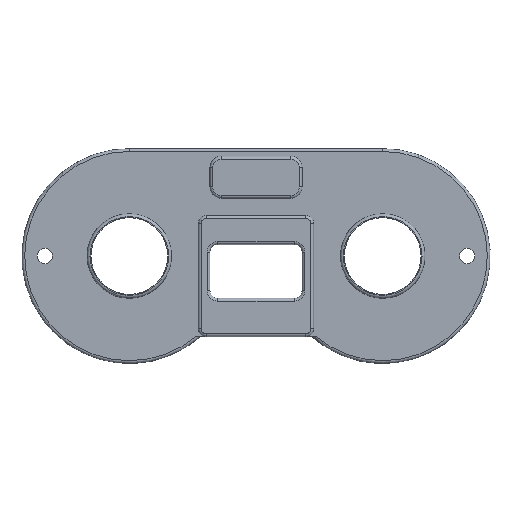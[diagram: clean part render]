
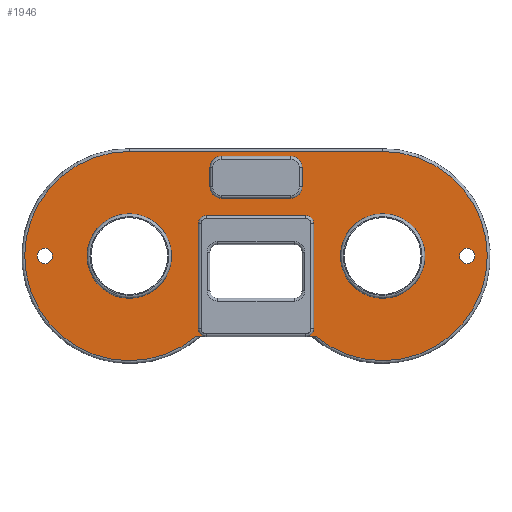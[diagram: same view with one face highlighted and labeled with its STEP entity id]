
A CAD part, top view. The second image highlights one B-rep face of the part: STEP entity #1946.
In plain terms, the highlighted planar face has unit normal (0, 0, 1).
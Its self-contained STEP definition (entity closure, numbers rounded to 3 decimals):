
#27=FACE_BOUND('',#625,.T.);
#28=FACE_BOUND('',#626,.T.);
#29=FACE_BOUND('',#627,.T.);
#30=FACE_BOUND('',#628,.T.);
#31=FACE_BOUND('',#629,.T.);
#32=FACE_BOUND('',#630,.T.);
#59=PLANE('',#2109);
#101=LINE('',#2969,#266);
#110=LINE('',#3007,#275);
#114=LINE('',#3019,#279);
#118=LINE('',#3031,#283);
#122=LINE('',#3043,#287);
#128=LINE('',#3067,#293);
#131=LINE('',#3073,#296);
#134=LINE('',#3079,#299);
#137=LINE('',#3083,#302);
#141=LINE('',#3098,#306);
#266=VECTOR('',#2315,10.);
#275=VECTOR('',#2342,10.);
#279=VECTOR('',#2354,10.);
#283=VECTOR('',#2366,10.);
#287=VECTOR('',#2378,10.);
#293=VECTOR('',#2404,10.);
#296=VECTOR('',#2409,10.);
#299=VECTOR('',#2414,10.);
#302=VECTOR('',#2419,10.);
#306=VECTOR('',#2437,10.);
#505=FACE_OUTER_BOUND('',#624,.T.);
#624=EDGE_LOOP('',(#1427,#1428,#1429,#1430));
#625=EDGE_LOOP('',(#1431));
#626=EDGE_LOOP('',(#1432));
#627=EDGE_LOOP('',(#1433,#1434,#1435,#1436));
#628=EDGE_LOOP('',(#1437));
#629=EDGE_LOOP('',(#1438));
#630=EDGE_LOOP('',(#1439,#1440,#1441,#1442,#1443,#1444,#1445,#1446));
#745=CIRCLE('',#2064,27.25);
#748=CIRCLE('',#2069,27.25);
#753=CIRCLE('',#2079,2.);
#755=CIRCLE('',#2083,2.);
#757=CIRCLE('',#2087,2.);
#759=CIRCLE('',#2091,2.);
#760=CIRCLE('',#2093,10.);
#762=CIRCLE('',#2096,2.);
#764=CIRCLE('',#2103,10.);
#766=CIRCLE('',#2106,2.);
#865=VERTEX_POINT('',#2949);
#866=VERTEX_POINT('',#2951);
#869=VERTEX_POINT('',#2967);
#871=VERTEX_POINT('',#2973);
#878=VERTEX_POINT('',#3004);
#879=VERTEX_POINT('',#3006);
#881=VERTEX_POINT('',#3012);
#883=VERTEX_POINT('',#3018);
#885=VERTEX_POINT('',#3024);
#887=VERTEX_POINT('',#3030);
#889=VERTEX_POINT('',#3036);
#891=VERTEX_POINT('',#3042);
#892=VERTEX_POINT('',#3049);
#894=VERTEX_POINT('',#3055);
#898=VERTEX_POINT('',#3064);
#899=VERTEX_POINT('',#3066);
#901=VERTEX_POINT('',#3072);
#903=VERTEX_POINT('',#3078);
#904=VERTEX_POINT('',#3085);
#906=VERTEX_POINT('',#3091);
#1047=EDGE_CURVE('',#865,#866,#745,.T.);
#1051=EDGE_CURVE('',#869,#865,#101,.T.);
#1054=EDGE_CURVE('',#871,#869,#748,.T.);
#1065=EDGE_CURVE('',#879,#878,#110,.T.);
#1068=EDGE_CURVE('',#881,#879,#753,.T.);
#1071=EDGE_CURVE('',#883,#881,#114,.T.);
#1074=EDGE_CURVE('',#885,#883,#755,.T.);
#1077=EDGE_CURVE('',#887,#885,#118,.T.);
#1080=EDGE_CURVE('',#889,#887,#757,.T.);
#1083=EDGE_CURVE('',#891,#889,#122,.T.);
#1086=EDGE_CURVE('',#878,#891,#759,.T.);
#1087=EDGE_CURVE('',#892,#892,#760,.T.);
#1090=EDGE_CURVE('',#894,#894,#762,.T.);
#1095=EDGE_CURVE('',#899,#898,#128,.T.);
#1098=EDGE_CURVE('',#901,#899,#131,.T.);
#1101=EDGE_CURVE('',#903,#901,#134,.T.);
#1104=EDGE_CURVE('',#898,#903,#137,.T.);
#1105=EDGE_CURVE('',#904,#904,#764,.T.);
#1108=EDGE_CURVE('',#906,#906,#766,.T.);
#1112=EDGE_CURVE('',#871,#866,#141,.T.);
#1427=ORIENTED_EDGE('',*,*,#1112,.T.);
#1428=ORIENTED_EDGE('',*,*,#1047,.F.);
#1429=ORIENTED_EDGE('',*,*,#1051,.F.);
#1430=ORIENTED_EDGE('',*,*,#1054,.F.);
#1431=ORIENTED_EDGE('',*,*,#1108,.T.);
#1432=ORIENTED_EDGE('',*,*,#1105,.T.);
#1433=ORIENTED_EDGE('',*,*,#1104,.T.);
#1434=ORIENTED_EDGE('',*,*,#1101,.T.);
#1435=ORIENTED_EDGE('',*,*,#1098,.T.);
#1436=ORIENTED_EDGE('',*,*,#1095,.T.);
#1437=ORIENTED_EDGE('',*,*,#1090,.T.);
#1438=ORIENTED_EDGE('',*,*,#1087,.T.);
#1439=ORIENTED_EDGE('',*,*,#1086,.T.);
#1440=ORIENTED_EDGE('',*,*,#1083,.T.);
#1441=ORIENTED_EDGE('',*,*,#1080,.T.);
#1442=ORIENTED_EDGE('',*,*,#1077,.T.);
#1443=ORIENTED_EDGE('',*,*,#1074,.T.);
#1444=ORIENTED_EDGE('',*,*,#1071,.T.);
#1445=ORIENTED_EDGE('',*,*,#1068,.T.);
#1446=ORIENTED_EDGE('',*,*,#1065,.T.);
#1946=ADVANCED_FACE('',(#505,#27,#28,#29,#30,#31,#32),#59,.T.);
#2064=AXIS2_PLACEMENT_3D('',#2952,#2307,#2308);
#2069=AXIS2_PLACEMENT_3D('',#2984,#2319,#2320);
#2079=AXIS2_PLACEMENT_3D('',#3013,#2348,#2349);
#2083=AXIS2_PLACEMENT_3D('',#3025,#2360,#2361);
#2087=AXIS2_PLACEMENT_3D('',#3037,#2372,#2373);
#2091=AXIS2_PLACEMENT_3D('',#3047,#2384,#2385);
#2093=AXIS2_PLACEMENT_3D('',#3050,#2388,#2389);
#2096=AXIS2_PLACEMENT_3D('',#3056,#2395,#2396);
#2103=AXIS2_PLACEMENT_3D('',#3086,#2422,#2423);
#2106=AXIS2_PLACEMENT_3D('',#3092,#2429,#2430);
#2109=AXIS2_PLACEMENT_3D('',#3099,#2438,#2439);
#2307=DIRECTION('center_axis',(0.,0.,-1.));
#2308=DIRECTION('ref_axis',(0.935,-0.354,0.));
#2315=DIRECTION('',(1.,0.,0.));
#2319=DIRECTION('center_axis',(0.,0.,-1.));
#2320=DIRECTION('ref_axis',(-0.935,-0.354,0.));
#2342=DIRECTION('',(-1.,0.,0.));
#2348=DIRECTION('center_axis',(0.,0.,-1.));
#2349=DIRECTION('ref_axis',(0.,-1.,0.));
#2354=DIRECTION('',(0.,-1.,0.));
#2360=DIRECTION('center_axis',(0.,0.,-1.));
#2361=DIRECTION('ref_axis',(1.,0.,0.));
#2366=DIRECTION('',(1.,0.,0.));
#2372=DIRECTION('center_axis',(0.,0.,-1.));
#2373=DIRECTION('ref_axis',(0.,1.,0.));
#2378=DIRECTION('',(0.,1.,0.));
#2384=DIRECTION('center_axis',(0.,0.,-1.));
#2385=DIRECTION('ref_axis',(-1.,0.,0.));
#2388=DIRECTION('center_axis',(0.,0.,-1.));
#2389=DIRECTION('ref_axis',(1.,0.,0.));
#2395=DIRECTION('center_axis',(0.,0.,-1.));
#2396=DIRECTION('ref_axis',(1.,0.,0.));
#2404=DIRECTION('',(-1.,0.,0.));
#2409=DIRECTION('',(0.,-1.,0.));
#2414=DIRECTION('',(1.,0.,0.));
#2419=DIRECTION('',(0.,1.,0.));
#2422=DIRECTION('center_axis',(0.,0.,-1.));
#2423=DIRECTION('ref_axis',(1.,0.,0.));
#2429=DIRECTION('center_axis',(0.,0.,-1.));
#2430=DIRECTION('ref_axis',(1.,0.,0.));
#2437=DIRECTION('',(1.,0.,0.));
#2438=DIRECTION('center_axis',(0.,0.,1.));
#2439=DIRECTION('ref_axis',(1.,0.,0.));
#2949=CARTESIAN_POINT('',(94.,55.25,2.));
#2951=CARTESIAN_POINT('',(76.634,7.,2.));
#2952=CARTESIAN_POINT('Origin',(94.,28.,2.));
#2967=CARTESIAN_POINT('',(28.,55.25,2.));
#2969=CARTESIAN_POINT('',(77.5,55.25,2.));
#2973=CARTESIAN_POINT('',(45.366,7.,2.));
#2984=CARTESIAN_POINT('Origin',(28.,28.,2.));
#3004=CARTESIAN_POINT('',(52.,44.,2.));
#3006=CARTESIAN_POINT('',(70.,44.,2.));
#3007=CARTESIAN_POINT('',(52.,44.,2.));
#3012=CARTESIAN_POINT('',(72.,46.,2.));
#3013=CARTESIAN_POINT('Origin',(70.,46.,2.));
#3018=CARTESIAN_POINT('',(72.,51.,2.));
#3019=CARTESIAN_POINT('',(72.,46.,2.));
#3024=CARTESIAN_POINT('',(70.,53.,2.));
#3025=CARTESIAN_POINT('Origin',(70.,51.,2.));
#3030=CARTESIAN_POINT('',(52.,53.,2.));
#3031=CARTESIAN_POINT('',(72.,53.,2.));
#3036=CARTESIAN_POINT('',(50.,51.,2.));
#3037=CARTESIAN_POINT('Origin',(52.,51.,2.));
#3042=CARTESIAN_POINT('',(50.,46.,2.));
#3043=CARTESIAN_POINT('',(50.,51.,2.));
#3047=CARTESIAN_POINT('Origin',(52.,46.,2.));
#3049=CARTESIAN_POINT('',(18.,28.,2.));
#3050=CARTESIAN_POINT('Origin',(28.,28.,2.));
#3055=CARTESIAN_POINT('',(4.,28.,2.));
#3056=CARTESIAN_POINT('Origin',(6.,28.,2.));
#3064=CARTESIAN_POINT('',(47.,8.,2.));
#3066=CARTESIAN_POINT('',(75.,8.,2.));
#3067=CARTESIAN_POINT('',(47.,8.,2.));
#3072=CARTESIAN_POINT('',(75.,37.5,2.));
#3073=CARTESIAN_POINT('',(75.,8.,2.));
#3078=CARTESIAN_POINT('',(47.,37.5,2.));
#3079=CARTESIAN_POINT('',(75.,37.5,2.));
#3083=CARTESIAN_POINT('',(47.,37.5,2.));
#3085=CARTESIAN_POINT('',(84.,28.,2.));
#3086=CARTESIAN_POINT('Origin',(94.,28.,2.));
#3091=CARTESIAN_POINT('',(114.,28.,2.));
#3092=CARTESIAN_POINT('Origin',(116.,28.,2.));
#3098=CARTESIAN_POINT('',(46.52,7.,2.));
#3099=CARTESIAN_POINT('Origin',(61.,28.,2.));
